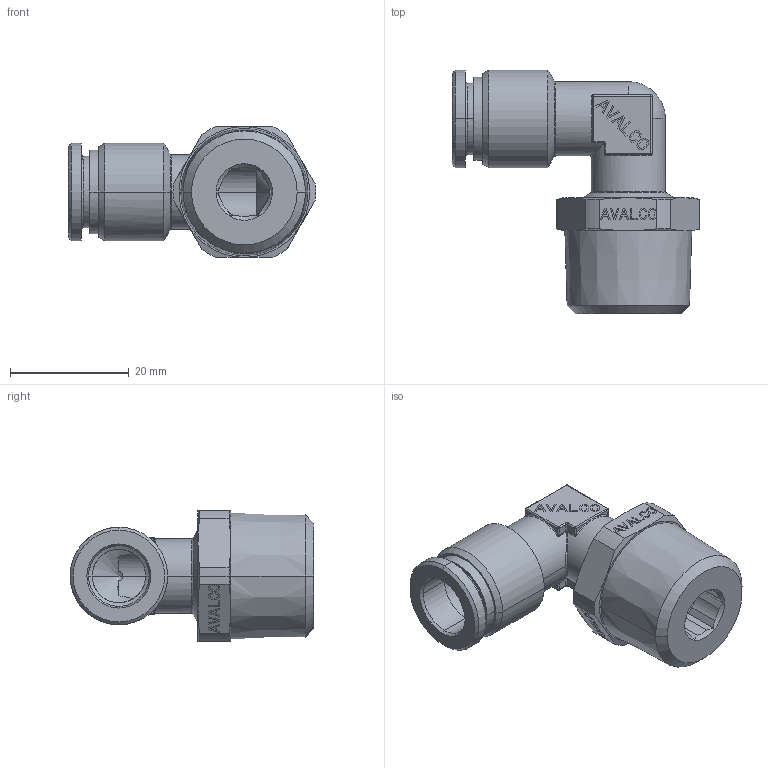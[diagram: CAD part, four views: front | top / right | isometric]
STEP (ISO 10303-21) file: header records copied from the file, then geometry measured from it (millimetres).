
FILE_DESCRIPTION(( 'MA.20.10.12A.stp' ), '1');
FILE_NAME( 'MA.20.10.12A.stp', '2018-10-01T12:19:22',( 'Sopra'),('sopra-pneumatic.com'), 'SwSTEP 2.0','SolidWorks 2009','' );
FILE_SCHEMA(('CONFIG_CONTROL_DESIGN'));
Length unit declared in the file: millimetre
Products named in the file (1): CN505B-10R12
Bounding box: 41.6 x 41 x 22 mm (x, y, z)
Volume: 9153.8 mm3; surface area: 6181.4 mm2
Topology: 1 solids, 1 shells, 774 faces, 2037 edges, 1314 vertices
Faces by surface type: plane 606, cylinder 70, cone 40, torus 24, bspline 18, sphere 16
Entity records: 24348 total; most frequent: CARTESIAN_POINT 6135, ORIENTED_EDGE 4066, DIRECTION 3157, EDGE_CURVE 2033, VECTOR 1692, LINE 1692, VERTEX_POINT 1314, EDGE_LOOP 829
